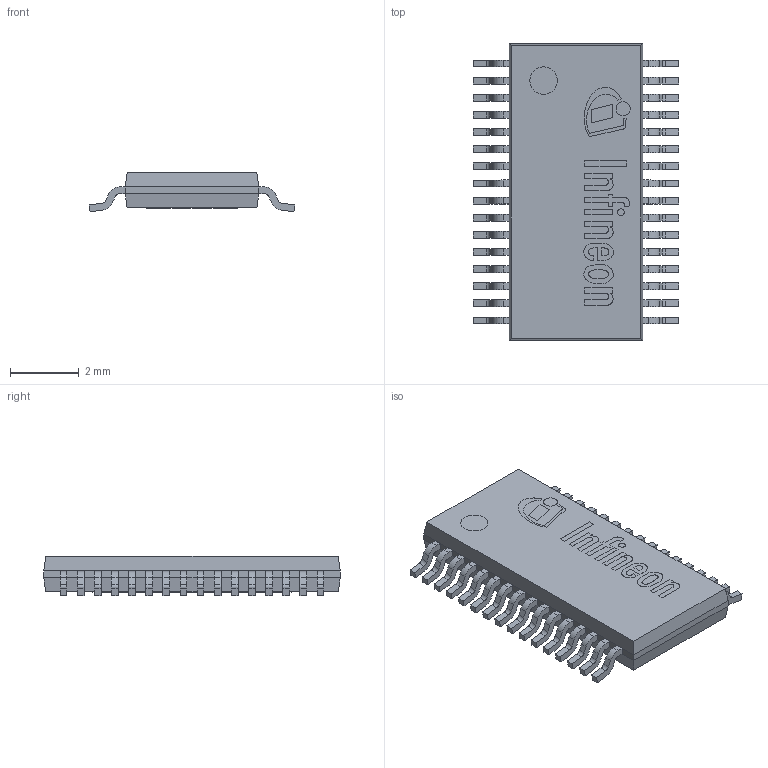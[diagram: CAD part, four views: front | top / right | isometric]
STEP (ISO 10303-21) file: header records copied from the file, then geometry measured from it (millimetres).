
FILE_DESCRIPTION(/* description */ (''),/* implementation_level */ '2;1');
FILE_NAME(/* name */ 'PG-TSDSO-32-1_Z8B00190281_V03_3D.stp',/* time_stamp */ '2021-02-12T13:57:37+05:00',/* author */ ('janartha'),/* organization */ (''),/* preprocessor_version */ 'ST-DEVELOPER v16.13',/* originating_system */ 'AutoCAD Mechanical',/* authorisation */ '');
FILE_SCHEMA (('AUTOMOTIVE_DESIGN { 1 0 10303 214 3 1 1 }'));
Length unit declared in the file: millimetre
Products named in the file (1): Product
Bounding box: 6 x 8.65 x 1.15 mm (x, y, z)
Volume: 36.1 mm3; surface area: 297.5 mm2
Topology: 49 solids, 49 shells, 610 faces, 1533 edges, 1022 vertices
Faces by surface type: plane 454, cylinder 138, bspline 18
Full cylindrical faces by diameter (mm): 0.201 x1, 0.413 x1, 0.8 x2
Entity records: 18304 total; most frequent: CARTESIAN_POINT 3532, ORIENTED_EDGE 3058, DIRECTION 2955, EDGE_CURVE 1529, LINE 1217, VECTOR 1217, VERTEX_POINT 1022, AXIS2_PLACEMENT_3D 869
